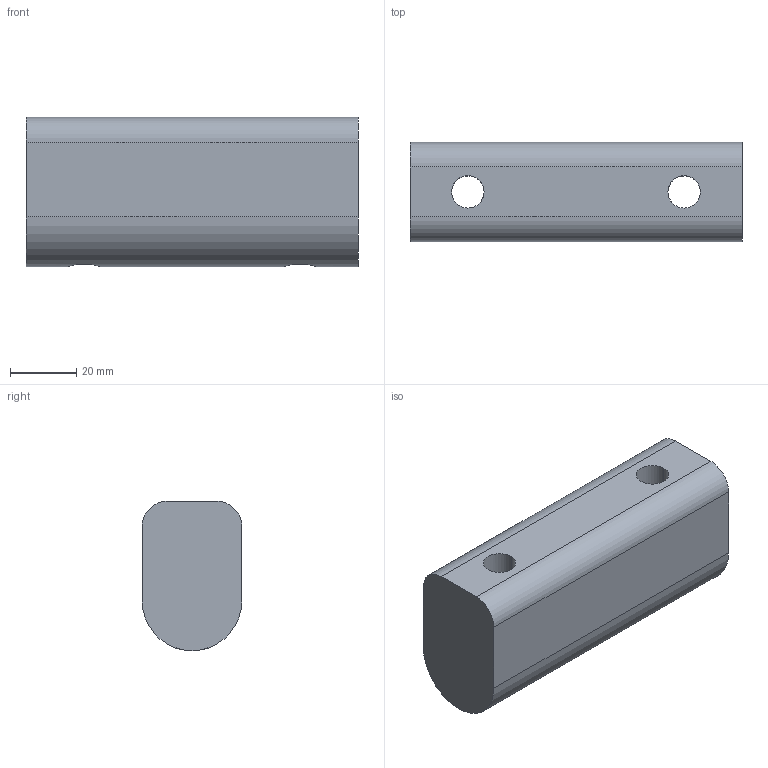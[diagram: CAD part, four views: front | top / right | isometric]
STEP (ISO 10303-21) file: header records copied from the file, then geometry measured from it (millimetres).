
FILE_DESCRIPTION (( 'STEP AP214' ), '1' );
FILE_NAME ('HandleA.STEP', '2025-07-03T23:39:49', ( '' ), ( '' ), 'SwSTEP 2.0', 'SolidWorks 2024', '' );
FILE_SCHEMA (( 'AUTOMOTIVE_DESIGN' ));
Length unit declared in the file: millimetre
Products named in the file (1): HandleA
Bounding box: 100 x 30 x 45 mm (x, y, z)
Volume: 116239 mm3; surface area: 17958.4 mm2
Topology: 1 solids, 1 shells, 13 faces, 35 edges, 22 vertices
Faces by surface type: cylinder 8, plane 5
Entity records: 572 total; most frequent: CARTESIAN_POINT 211, DIRECTION 71, ORIENTED_EDGE 70, EDGE_CURVE 35, AXIS2_PLACEMENT_3D 26, VERTEX_POINT 22, LINE 19, VECTOR 19
